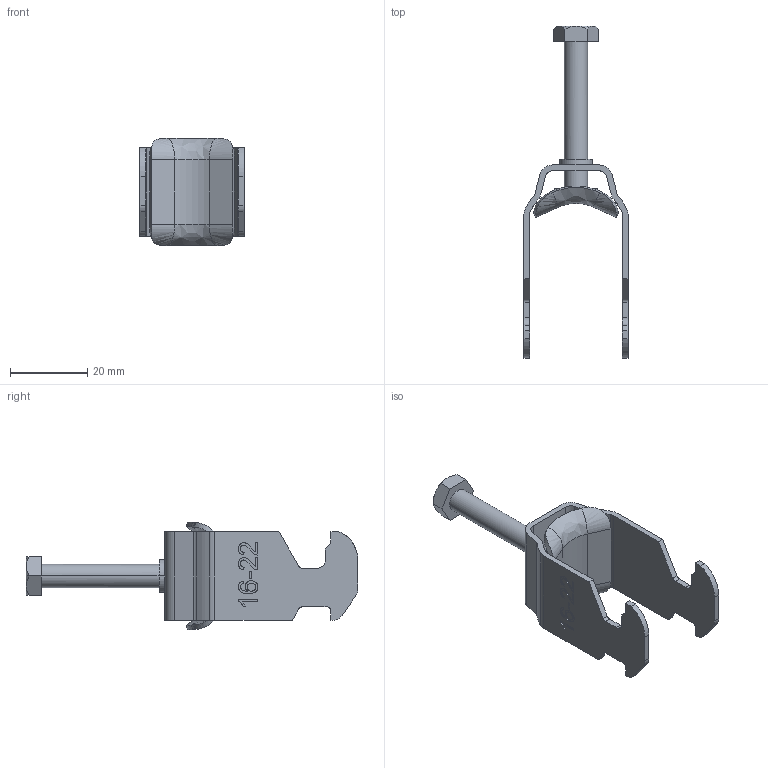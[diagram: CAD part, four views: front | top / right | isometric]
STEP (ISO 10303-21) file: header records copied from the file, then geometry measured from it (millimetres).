
FILE_DESCRIPTION(/* description */ (''),/* implementation_level */ '2;1');
FILE_NAME(/* name */ '1156020',/* time_stamp */ '2015-09-10T14:10:27+02:00',/* author */ (''),/* organization */ (''),/* preprocessor_version */ 'ST-DEVELOPER v15',/* originating_system */ '',/* authorisation */ '');
FILE_SCHEMA (('AUTOMOTIVE_DESIGN'));
Length unit declared in the file: millimetre
Products named in the file (2): Document; Block 01
Assembly tree (1 placements, depth 2):
  Document
    Block 01
Bounding box: 27 x 86 x 27.8 mm (x, y, z)
Volume: 4979.1 mm3; surface area: 7900 mm2
Topology: 2 solids, 3 shells, 186 faces, 490 edges, 316 vertices
Faces by surface type: bspline 104, plane 82
Entity records: 8496 total; most frequent: CARTESIAN_POINT 5415, ORIENTED_EDGE 974, EDGE_CURVE 490, B_SPLINE_CURVE_WITH_KNOTS 366, VERTEX_POINT 316, EDGE_LOOP 197, ADVANCED_FACE 186, FACE_OUTER_BOUND 186
